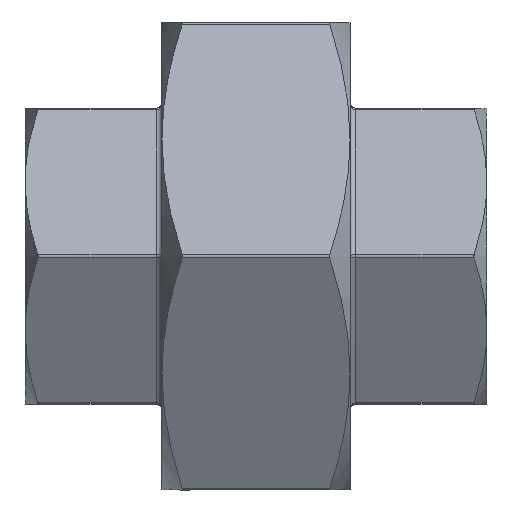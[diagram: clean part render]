
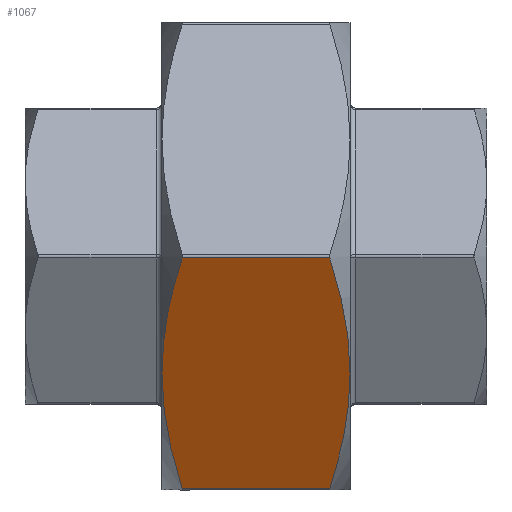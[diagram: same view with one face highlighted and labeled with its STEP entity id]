
A CAD part, front view. The second image highlights one B-rep face of the part: STEP entity #1067.
In plain terms, the highlighted planar face has unit normal (0, -0.866, -0.5).
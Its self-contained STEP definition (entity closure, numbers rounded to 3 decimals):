
#1067 = ADVANCED_FACE ( 'NONE', ( #10026 ), #10053, .T. ) ;
#2242 = CARTESIAN_POINT ( 'NONE',  ( 8.25, -17.754, -10.25 ) ) ;
#2252 = CARTESIAN_POINT ( 'NONE',  ( 6.469, -11.922, -20.35 ) ) ;
#2644 = CARTESIAN_POINT ( 'NONE',  ( -6.469, -23.585, -0.15 ) ) ;
#2657 = CARTESIAN_POINT ( 'NONE',  ( 6.469, -23.585, -0.15 ) ) ;
#2663 = CARTESIAN_POINT ( 'NONE',  ( -8.25, -17.754, -10.25 ) ) ;
#2683 = CARTESIAN_POINT ( 'NONE',  ( -6.469, -11.922, -20.35 ) ) ;
#2957 = ORIENTED_EDGE ( 'NONE', *, *, #4570, .T. ) ;
#2971 = ORIENTED_EDGE ( 'NONE', *, *, #4568, .T. ) ;
#3009 = ORIENTED_EDGE ( 'NONE', *, *, #4579, .T. ) ;
#3025 = ORIENTED_EDGE ( 'NONE', *, *, #4600, .T. ) ;
#3037 = ORIENTED_EDGE ( 'NONE', *, *, #4554, .F. ) ;
#3039 = ORIENTED_EDGE ( 'NONE', *, *, #4535, .F. ) ;
#3106 = EDGE_LOOP ( 'NONE', ( #3039, #3009, #3025, #3037, #2971, #2957 ) ) ;
#4535 = EDGE_CURVE ( 'NONE', #7420, #7373, #12395, .T. ) ;
#4554 = EDGE_CURVE ( 'NONE', #7359, #7351, #12562, .T. ) ;
#4568 = EDGE_CURVE ( 'NONE', #7359, #7367, #5121, .T. ) ;
#4570 = EDGE_CURVE ( 'NONE', #7367, #7373, #5109, .T. ) ;
#4579 = EDGE_CURVE ( 'NONE', #7420, #7413, #5108, .T. ) ;
#4600 = EDGE_CURVE ( 'NONE', #7413, #7351, #5115, .T. ) ;
#5108 =( BOUNDED_CURVE ( )  B_SPLINE_CURVE ( 2, ( #9610, #9611, #9640 ),
 .UNSPECIFIED., .F., .T. ) 
 B_SPLINE_CURVE_WITH_KNOTS ( ( 3, 3 ),
 ( 0.492, 1.747 ),
 .UNSPECIFIED. ) 
 CURVE ( )  GEOMETRIC_REPRESENTATION_ITEM ( )  RATIONAL_B_SPLINE_CURVE ( ( 1.029, 1.052, 1. ) ) 
 REPRESENTATION_ITEM ( '' )  );
#5109 =( BOUNDED_CURVE ( )  B_SPLINE_CURVE ( 2, ( #9602, #9582, #9595 ),
 .UNSPECIFIED., .F., .T. ) 
 B_SPLINE_CURVE_WITH_KNOTS ( ( 3, 3 ),
 ( 1.747, 3.002 ),
 .UNSPECIFIED. ) 
 CURVE ( )  GEOMETRIC_REPRESENTATION_ITEM ( )  RATIONAL_B_SPLINE_CURVE ( ( 1., 1.052, 1.029 ) ) 
 REPRESENTATION_ITEM ( '' )  );
#5115 =( BOUNDED_CURVE ( )  B_SPLINE_CURVE ( 2, ( #9673, #9685, #9665 ),
 .UNSPECIFIED., .F., .T. ) 
 B_SPLINE_CURVE_WITH_KNOTS ( ( 3, 3 ),
 ( 1.747, 3.002 ),
 .UNSPECIFIED. ) 
 CURVE ( )  GEOMETRIC_REPRESENTATION_ITEM ( )  RATIONAL_B_SPLINE_CURVE ( ( 1., 1.052, 1.029 ) ) 
 REPRESENTATION_ITEM ( '' )  );
#5121 =( BOUNDED_CURVE ( )  B_SPLINE_CURVE ( 2, ( #9598, #9576, #9589 ),
 .UNSPECIFIED., .F., .T. ) 
 B_SPLINE_CURVE_WITH_KNOTS ( ( 3, 3 ),
 ( 0.492, 1.747 ),
 .UNSPECIFIED. ) 
 CURVE ( )  GEOMETRIC_REPRESENTATION_ITEM ( )  RATIONAL_B_SPLINE_CURVE ( ( 1.029, 1.052, 1. ) ) 
 REPRESENTATION_ITEM ( '' )  );
#7351 = VERTEX_POINT ( 'NONE', #2657 ) ;
#7359 = VERTEX_POINT ( 'NONE', #2644 ) ;
#7367 = VERTEX_POINT ( 'NONE', #2663 ) ;
#7373 = VERTEX_POINT ( 'NONE', #2683 ) ;
#7413 = VERTEX_POINT ( 'NONE', #2242 ) ;
#7420 = VERTEX_POINT ( 'NONE', #2252 ) ;
#9576 = CARTESIAN_POINT ( 'NONE',  ( -8.25, -20.465, -5.553 ) ) ;
#9582 = CARTESIAN_POINT ( 'NONE',  ( -8.25, -15.042, -14.947 ) ) ;
#9589 = CARTESIAN_POINT ( 'NONE',  ( -8.25, -17.754, -10.25 ) ) ;
#9595 = CARTESIAN_POINT ( 'NONE',  ( -6.469, -11.922, -20.35 ) ) ;
#9598 = CARTESIAN_POINT ( 'NONE',  ( -6.469, -23.585, -0.15 ) ) ;
#9602 = CARTESIAN_POINT ( 'NONE',  ( -8.25, -17.754, -10.25 ) ) ;
#9610 = CARTESIAN_POINT ( 'NONE',  ( 6.469, -11.922, -20.35 ) ) ;
#9611 = CARTESIAN_POINT ( 'NONE',  ( 8.25, -15.042, -14.947 ) ) ;
#9640 = CARTESIAN_POINT ( 'NONE',  ( 8.25, -17.754, -10.25 ) ) ;
#9665 = CARTESIAN_POINT ( 'NONE',  ( 6.469, -23.585, -0.15 ) ) ;
#9673 = CARTESIAN_POINT ( 'NONE',  ( 8.25, -17.754, -10.25 ) ) ;
#9685 = CARTESIAN_POINT ( 'NONE',  ( 8.25, -20.465, -5.553 ) ) ;
#10026 = FACE_OUTER_BOUND ( 'NONE', #3106, .T. ) ;
#10031 = DIRECTION ( 'NONE',  ( 0., -0.5, 0.866 ) ) ;
#10053 = PLANE ( 'NONE',  #11786 ) ;
#10060 = DIRECTION ( 'NONE',  ( 0., -0.866, -0.5 ) ) ;
#10068 = CARTESIAN_POINT ( 'NONE',  ( 0., -11.836, -20.5 ) ) ;
#11786 = AXIS2_PLACEMENT_3D ( 'NONE', #10068, #10060, #10031 ) ;
#12373 = VECTOR ( 'NONE', #12602, 1000. ) ;
#12383 = VECTOR ( 'NONE', #12397, 1000. ) ;
#12388 = CARTESIAN_POINT ( 'NONE',  ( 0., -11.922, -20.35 ) ) ;
#12395 = LINE ( 'NONE', #12388, #12383 ) ;
#12397 = DIRECTION ( 'NONE',  ( -1., 0., 0. ) ) ;
#12539 = CARTESIAN_POINT ( 'NONE',  ( 0., -23.585, -0.15 ) ) ;
#12562 = LINE ( 'NONE', #12539, #12373 ) ;
#12602 = DIRECTION ( 'NONE',  ( 1., 0., 0. ) ) ;
